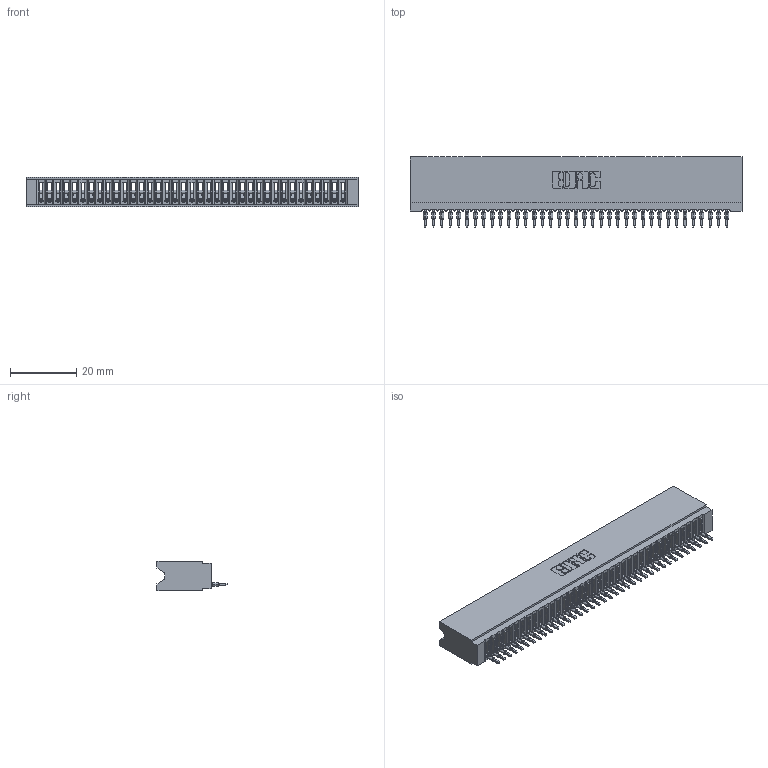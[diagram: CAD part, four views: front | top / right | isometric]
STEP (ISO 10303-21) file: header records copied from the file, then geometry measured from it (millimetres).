
FILE_DESCRIPTION (( 'STEP AP203' ), '1' );
FILE_NAME ('745-037-525-106.STEP', '2026-02-25T18:39:47', ( '' ), ( '' ), 'SwSTEP 2.0', 'SolidWorks 2023', '' );
FILE_SCHEMA (( 'CONFIG_CONTROL_DESIGN' ));
Length unit declared in the file: millimetre
Products named in the file (3): 745-037-525-106; 745-292-001_525; 745 Part_Insulator Option - 06
Assembly tree (38 placements, depth 2):
  745-037-525-106
    745 Part_Insulator Option - 06
    745-292-001_525  x37
Bounding box: 100.58 x 21.22 x 8.89 mm (x, y, z)
Volume: 8693.4 mm3; surface area: 16047.9 mm2
Topology: 38 solids, 38 shells, 4240 faces, 11656 edges, 7350 vertices
Faces by surface type: plane 2535, cylinder 743, bspline 740, torus 222
Entity records: 61809 total; most frequent: CARTESIAN_POINT 11393, ORIENTED_EDGE 10856, DIRECTION 9414, EDGE_CURVE 5428, LINE 5024, VECTOR 5024, VERTEX_POINT 3462, AXIS2_PLACEMENT_3D 2195
